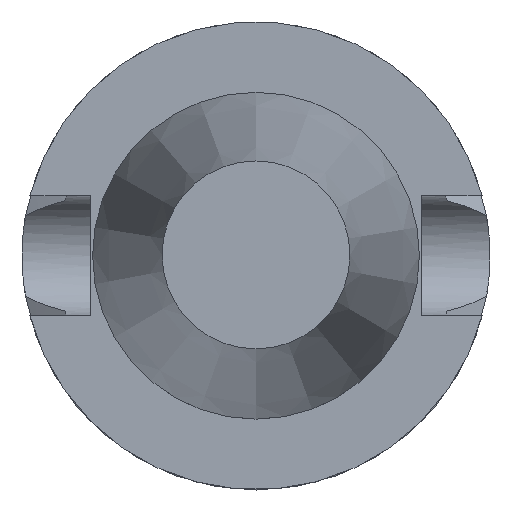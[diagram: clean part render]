
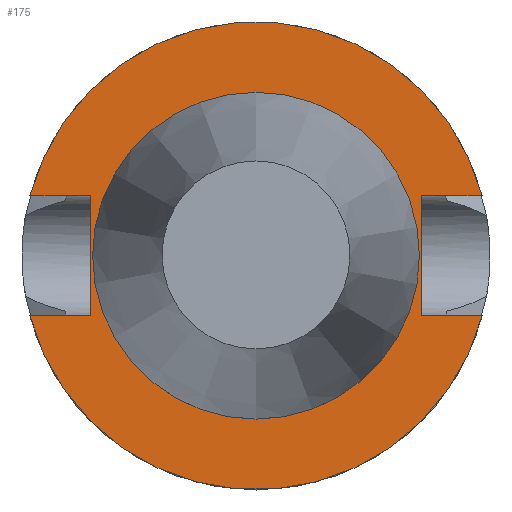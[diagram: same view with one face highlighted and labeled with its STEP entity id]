
A CAD part, top view. The second image highlights one B-rep face of the part: STEP entity #175.
In plain terms, the highlighted planar face has unit normal (0, 0, 1).
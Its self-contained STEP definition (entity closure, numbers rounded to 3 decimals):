
#122=EDGE_CURVE('240[2]',#353,#354,#355,.T.);
#135=EDGE_CURVE('240[2]',#354,#373,#374,.T.);
#139=EDGE_CURVE('240[2]',#353,#376,#380,.T.);
#158=EDGE_CURVE('240[2]',#408,#409,#410,.T.);
#163=EDGE_CURVE('240[2]',#417,#376,#418,.T.);
#175=ADVANCED_FACE('240[2]',(#436,#437),#438,.T.);
#177=EDGE_CURVE('240[2]',#373,#431,#440,.T.);
#179=EDGE_CURVE('240[2]',#442,#442,#443,.T.);
#190=EDGE_CURVE('240[2]',#408,#431,#460,.T.);
#212=EDGE_CURVE('240[2]',#409,#417,#493,.T.);
#353=VERTEX_POINT('',#666);
#354=VERTEX_POINT('',#667);
#355=LINE('',#668,#669);
#373=VERTEX_POINT('',#692);
#374=LINE('',#693,#694);
#376=VERTEX_POINT('',#697);
#380=CIRCLE('',#703,50.);
#408=VERTEX_POINT('',#758);
#409=VERTEX_POINT('',#759);
#410=LINE('',#760,#761);
#417=VERTEX_POINT('',#770);
#418=LINE('',#771,#772);
#431=VERTEX_POINT('',#854);
#436=FACE_OUTER_BOUND('',#861,.T.);
#437=FACE_BOUND('',#862,.T.);
#438=PLANE('',#863);
#440=LINE('',#866,#867);
#442=VERTEX_POINT('',#870);
#443=CIRCLE('',#871,34.925);
#460=CIRCLE('',#902,50.);
#493=LINE('',#947,#948);
#666=CARTESIAN_POINT('',(-48.321,12.85,-1.5));
#667=CARTESIAN_POINT('',(-35.4,12.85,-1.5));
#668=CARTESIAN_POINT('',(-17.7,12.85,-1.5));
#669=VECTOR('',#1343,1.0);
#692=CARTESIAN_POINT('',(-35.4,-12.85,-1.5));
#693=CARTESIAN_POINT('',(-35.4,14.806,-1.5));
#694=VECTOR('',#1373,1.0);
#697=CARTESIAN_POINT('',(48.321,12.85,-1.5));
#703=AXIS2_PLACEMENT_3D('',#1375,#1376,#1377);
#758=CARTESIAN_POINT('',(48.321,-12.85,-1.5));
#759=CARTESIAN_POINT('',(35.4,-12.85,-1.5));
#760=CARTESIAN_POINT('',(17.7,-12.85,-1.5));
#761=VECTOR('',#1396,1.0);
#770=CARTESIAN_POINT('',(35.4,12.85,-1.5));
#771=CARTESIAN_POINT('',(17.7,12.85,-1.5));
#772=VECTOR('',#1406,1.0);
#854=CARTESIAN_POINT('',(-48.321,-12.85,-1.5));
#861=EDGE_LOOP('',(#1420,#1421,#1422,#1423,#1424,#1425,#1426,#1427));
#862=EDGE_LOOP('',(#1428));
#863=AXIS2_PLACEMENT_3D('',#1429,#1430,#1431);
#866=CARTESIAN_POINT('',(-17.7,-12.85,-1.5));
#867=VECTOR('',#1432,1.0);
#870=CARTESIAN_POINT('',(0.,34.925,-1.5));
#871=AXIS2_PLACEMENT_3D('',#1433,#1434,#1435);
#902=AXIS2_PLACEMENT_3D('',#1448,#1449,#1450);
#947=CARTESIAN_POINT('',(35.4,21.231,-1.5));
#948=VECTOR('',#1482,1.0);
#1343=DIRECTION('',(1.0,0.0,0.));
#1373=DIRECTION('',(-0.0,-1.0,0.));
#1375=CARTESIAN_POINT('',(0.,0.,-1.5));
#1376=DIRECTION('',(0.,0.,-1.0));
#1377=DIRECTION('',(0.,1.0,0.));
#1396=DIRECTION('',(-1.0,0.0,0.));
#1406=DIRECTION('',(1.0,0.0,0.));
#1420=ORIENTED_EDGE('',*,*,#177,.T.);
#1421=ORIENTED_EDGE('',*,*,#190,.F.);
#1422=ORIENTED_EDGE('',*,*,#158,.T.);
#1423=ORIENTED_EDGE('',*,*,#212,.T.);
#1424=ORIENTED_EDGE('',*,*,#163,.T.);
#1425=ORIENTED_EDGE('',*,*,#139,.F.);
#1426=ORIENTED_EDGE('',*,*,#122,.T.);
#1427=ORIENTED_EDGE('',*,*,#135,.T.);
#1428=ORIENTED_EDGE('',*,*,#179,.T.);
#1429=CARTESIAN_POINT('',(0.,42.463,-1.5));
#1430=DIRECTION('',(0.,0.,1.0));
#1431=DIRECTION('',(1.0,0.,0.0));
#1432=DIRECTION('',(-1.0,0.0,0.));
#1433=CARTESIAN_POINT('',(0.,0.,-1.5));
#1434=DIRECTION('',(0.,0.,-1.0));
#1435=DIRECTION('',(0.,1.0,0.));
#1448=CARTESIAN_POINT('',(0.,0.,-1.5));
#1449=DIRECTION('',(0.,0.,-1.0));
#1450=DIRECTION('',(0.,1.0,0.));
#1482=DIRECTION('',(-0.0,1.0,0.));
